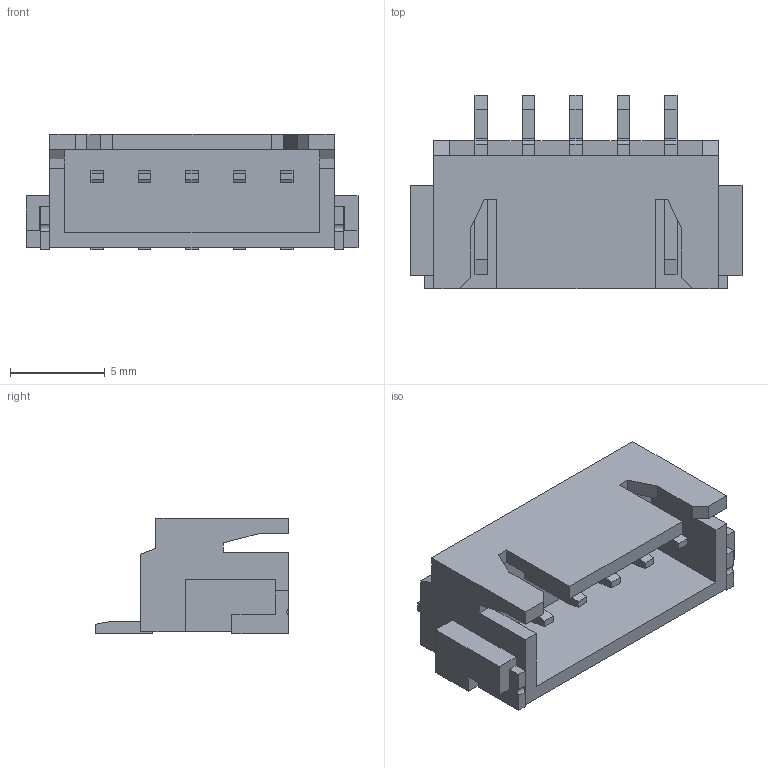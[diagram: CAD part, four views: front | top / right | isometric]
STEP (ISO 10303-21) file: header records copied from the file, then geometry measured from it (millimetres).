
FILE_DESCRIPTION(/* description */ (''),/* implementation_level */ '2;1');
FILE_NAME(/* name */ 'JST-XH5-SMD v3.step',/* time_stamp */ '2024-05-23T23:13:49-07:00',/* author */ (''),/* organization */ (''),/* preprocessor_version */ 'ST-DEVELOPER v20',/* originating_system */ 'Autodesk Translation Framework v12.20.1.177',/* authorisation */ '');
FILE_SCHEMA (('AUTOMOTIVE_DESIGN { 1 0 10303 214 3 1 1 }'));
Length unit declared in the file: millimetre
Products named in the file (1): JST-XH5-SMD
Bounding box: 17.5 x 10.2 x 6.1 mm (x, y, z)
Volume: 374.6 mm3; surface area: 984.4 mm2
Topology: 8 solids, 8 shells, 189 faces, 519 edges, 346 vertices
Faces by surface type: plane 177, cylinder 12
Entity records: 5957 total; most frequent: CARTESIAN_POINT 1055, ORIENTED_EDGE 1038, DIRECTION 923, EDGE_CURVE 519, LINE 495, VECTOR 495, VERTEX_POINT 346, AXIS2_PLACEMENT_3D 214
